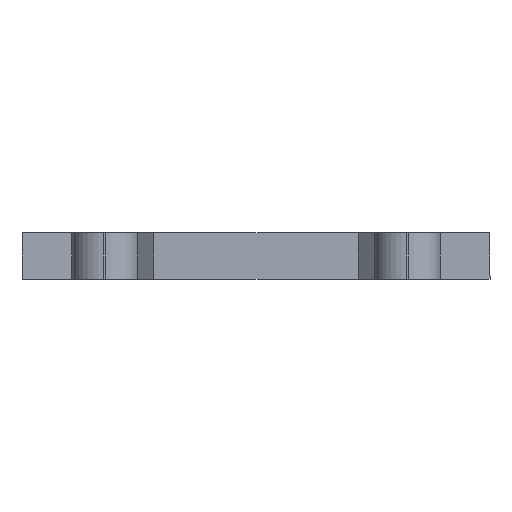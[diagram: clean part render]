
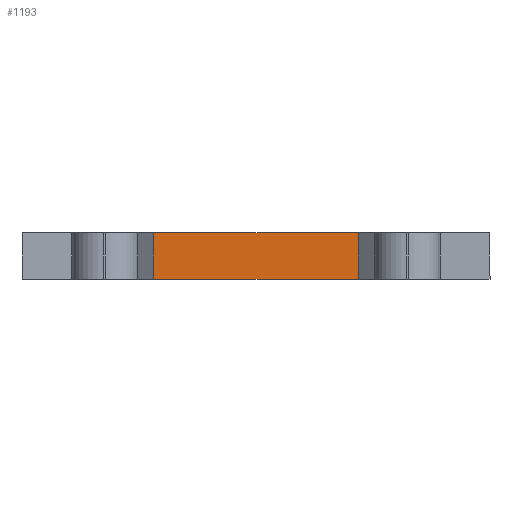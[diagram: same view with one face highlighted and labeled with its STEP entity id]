
A CAD part, front view. The second image highlights one B-rep face of the part: STEP entity #1193.
In plain terms, the highlighted planar face has unit normal (0, -1, 0).
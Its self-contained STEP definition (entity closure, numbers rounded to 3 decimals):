
#1 = VERTEX_POINT ( 'NONE', #828 ) ;
#10 = AXIS2_PLACEMENT_3D ( 'NONE', #1197, #398, #1095 ) ;
#29 = DIRECTION ( 'NONE',  ( 0., 0., 1. ) ) ;
#92 = DIRECTION ( 'NONE',  ( 0., 0., -1. ) ) ;
#98 = VERTEX_POINT ( 'NONE', #290 ) ;
#144 = EDGE_CURVE ( 'NONE', #98, #1, #1188, .T. ) ;
#163 = DIRECTION ( 'NONE',  ( -1., 0., 0. ) ) ;
#210 = ORIENTED_EDGE ( 'NONE', *, *, #1232, .T. ) ;
#290 = CARTESIAN_POINT ( 'NONE',  ( 1.75, -5.2, 0.8 ) ) ;
#353 = FACE_OUTER_BOUND ( 'NONE', #1157, .T. ) ;
#392 = VECTOR ( 'NONE', #1202, 1000. ) ;
#398 = DIRECTION ( 'NONE',  ( 0., -1., 0. ) ) ;
#426 = CARTESIAN_POINT ( 'NONE',  ( 1.75, -5.2, 0. ) ) ;
#441 = LINE ( 'NONE', #950, #447 ) ;
#447 = VECTOR ( 'NONE', #29, 1000. ) ;
#473 = VECTOR ( 'NONE', #163, 1000. ) ;
#508 = EDGE_CURVE ( 'NONE', #921, #98, #441, .T. ) ;
#634 = ORIENTED_EDGE ( 'NONE', *, *, #1276, .T. ) ;
#661 = CARTESIAN_POINT ( 'NONE',  ( -2.567, -5.2, 0.8 ) ) ;
#694 = ORIENTED_EDGE ( 'NONE', *, *, #144, .T. ) ;
#742 = VECTOR ( 'NONE', #92, 1000. ) ;
#792 = CARTESIAN_POINT ( 'NONE',  ( 0., -5.2, 0. ) ) ;
#828 = CARTESIAN_POINT ( 'NONE',  ( -1.75, -5.2, 0.8 ) ) ;
#890 = LINE ( 'NONE', #792, #392 ) ;
#921 = VERTEX_POINT ( 'NONE', #426 ) ;
#950 = CARTESIAN_POINT ( 'NONE',  ( 1.75, -5.2, 0.8 ) ) ;
#1000 = LINE ( 'NONE', #1116, #742 ) ;
#1069 = CARTESIAN_POINT ( 'NONE',  ( -1.75, -5.2, 0. ) ) ;
#1084 = PLANE ( 'NONE',  #10 ) ;
#1095 = DIRECTION ( 'NONE',  ( 0., 0., -1. ) ) ;
#1116 = CARTESIAN_POINT ( 'NONE',  ( -1.75, -5.2, 0.8 ) ) ;
#1119 = VERTEX_POINT ( 'NONE', #1069 ) ;
#1157 = EDGE_LOOP ( 'NONE', ( #694, #634, #210, #1163 ) ) ;
#1163 = ORIENTED_EDGE ( 'NONE', *, *, #508, .T. ) ;
#1188 = LINE ( 'NONE', #661, #473 ) ;
#1193 = ADVANCED_FACE ( 'NONE', ( #353 ), #1084, .T. ) ;
#1197 = CARTESIAN_POINT ( 'NONE',  ( 0., -5.2, 0.8 ) ) ;
#1202 = DIRECTION ( 'NONE',  ( 1., 0., 0. ) ) ;
#1232 = EDGE_CURVE ( 'NONE', #1119, #921, #890, .T. ) ;
#1276 = EDGE_CURVE ( 'NONE', #1, #1119, #1000, .T. ) ;
